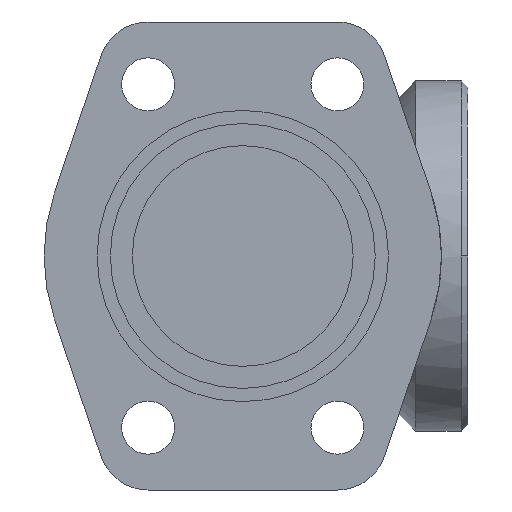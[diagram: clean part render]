
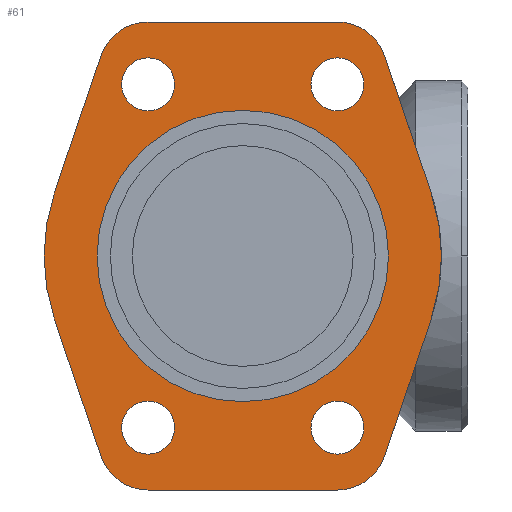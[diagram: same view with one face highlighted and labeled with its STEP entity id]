
A CAD part, front view. The second image highlights one B-rep face of the part: STEP entity #61.
In plain terms, the highlighted planar face has unit normal (0, -1, 0).
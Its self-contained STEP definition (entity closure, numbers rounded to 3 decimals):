
#61=ADVANCED_FACE('',(#123,#124,#125,#126,#127,#128),#129,.F.);
#123=FACE_BOUND('',#225,.T.);
#124=FACE_OUTER_BOUND('',#226,.T.);
#125=FACE_BOUND('',#227,.T.);
#126=FACE_BOUND('',#228,.T.);
#127=FACE_BOUND('',#229,.T.);
#128=FACE_BOUND('',#230,.T.);
#129=PLANE('',#231);
#225=EDGE_LOOP('',(#406,#407));
#226=EDGE_LOOP('',(#408,#409,#410,#411,#412,#413,#414,#415,#416,#417,#418,#419));
#227=EDGE_LOOP('',(#420,#421));
#228=EDGE_LOOP('',(#422,#423));
#229=EDGE_LOOP('',(#424,#425));
#230=EDGE_LOOP('',(#426,#427));
#231=AXIS2_PLACEMENT_3D('',#428,#429,#430);
#406=ORIENTED_EDGE('',*,*,#713,.T.);
#407=ORIENTED_EDGE('',*,*,#706,.T.);
#408=ORIENTED_EDGE('',*,*,#715,.F.);
#409=ORIENTED_EDGE('',*,*,#716,.F.);
#410=ORIENTED_EDGE('',*,*,#717,.T.);
#411=ORIENTED_EDGE('',*,*,#718,.F.);
#412=ORIENTED_EDGE('',*,*,#719,.T.);
#413=ORIENTED_EDGE('',*,*,#720,.F.);
#414=ORIENTED_EDGE('',*,*,#721,.F.);
#415=ORIENTED_EDGE('',*,*,#722,.F.);
#416=ORIENTED_EDGE('',*,*,#723,.T.);
#417=ORIENTED_EDGE('',*,*,#724,.F.);
#418=ORIENTED_EDGE('',*,*,#725,.T.);
#419=ORIENTED_EDGE('',*,*,#726,.F.);
#420=ORIENTED_EDGE('',*,*,#727,.T.);
#421=ORIENTED_EDGE('',*,*,#690,.T.);
#422=ORIENTED_EDGE('',*,*,#728,.T.);
#423=ORIENTED_EDGE('',*,*,#694,.T.);
#424=ORIENTED_EDGE('',*,*,#729,.T.);
#425=ORIENTED_EDGE('',*,*,#698,.T.);
#426=ORIENTED_EDGE('',*,*,#730,.T.);
#427=ORIENTED_EDGE('',*,*,#702,.T.);
#428=CARTESIAN_POINT('',(0.,0.,0.));
#429=DIRECTION('',(0.,1.0,0.));
#430=DIRECTION('',(0.,0.0,-1.0));
#690=EDGE_CURVE('',#826,#830,#832,.T.);
#694=EDGE_CURVE('',#834,#838,#840,.T.);
#698=EDGE_CURVE('',#842,#846,#848,.T.);
#702=EDGE_CURVE('',#850,#854,#856,.T.);
#706=EDGE_CURVE('',#858,#862,#864,.T.);
#713=EDGE_CURVE('',#862,#858,#875,.T.);
#715=EDGE_CURVE('',#877,#878,#879,.T.);
#716=EDGE_CURVE('',#880,#877,#881,.T.);
#717=EDGE_CURVE('',#880,#882,#883,.T.);
#718=EDGE_CURVE('',#884,#882,#885,.T.);
#719=EDGE_CURVE('',#884,#886,#887,.T.);
#720=EDGE_CURVE('',#888,#886,#889,.T.);
#721=EDGE_CURVE('',#890,#888,#891,.T.);
#722=EDGE_CURVE('',#892,#890,#893,.T.);
#723=EDGE_CURVE('',#892,#894,#895,.T.);
#724=EDGE_CURVE('',#896,#894,#897,.T.);
#725=EDGE_CURVE('',#896,#898,#899,.T.);
#726=EDGE_CURVE('',#878,#898,#900,.T.);
#727=EDGE_CURVE('',#830,#826,#901,.T.);
#728=EDGE_CURVE('',#838,#834,#902,.T.);
#729=EDGE_CURVE('',#846,#842,#903,.T.);
#730=EDGE_CURVE('',#854,#850,#904,.T.);
#826=VERTEX_POINT('',#1037);
#830=VERTEX_POINT('',#1042);
#832=CIRCLE('',#1045,6.0);
#834=VERTEX_POINT('',#1047);
#838=VERTEX_POINT('',#1052);
#840=CIRCLE('',#1055,6.0);
#842=VERTEX_POINT('',#1057);
#846=VERTEX_POINT('',#1062);
#848=CIRCLE('',#1065,6.0);
#850=VERTEX_POINT('',#1067);
#854=VERTEX_POINT('',#1072);
#856=CIRCLE('',#1075,6.0);
#858=VERTEX_POINT('',#1077);
#862=VERTEX_POINT('',#1082);
#864=CIRCLE('',#1085,33.0);
#875=CIRCLE('',#1098,33.0);
#877=VERTEX_POINT('',#1100);
#878=VERTEX_POINT('',#1101);
#879=LINE('',#1102,#1103);
#880=VERTEX_POINT('',#1104);
#881=CIRCLE('',#1105,45.0);
#882=VERTEX_POINT('',#1106);
#883=LINE('',#1107,#1108);
#884=VERTEX_POINT('',#1109);
#885=CIRCLE('',#1110,11.25);
#886=VERTEX_POINT('',#1111);
#887=LINE('',#1112,#1113);
#888=VERTEX_POINT('',#1114);
#889=CIRCLE('',#1115,11.25);
#890=VERTEX_POINT('',#1116);
#891=LINE('',#1117,#1118);
#892=VERTEX_POINT('',#1119);
#893=CIRCLE('',#1120,45.0);
#894=VERTEX_POINT('',#1121);
#895=LINE('',#1122,#1123);
#896=VERTEX_POINT('',#1124);
#897=CIRCLE('',#1125,11.25);
#898=VERTEX_POINT('',#1126);
#899=LINE('',#1127,#1128);
#900=CIRCLE('',#1129,11.25);
#901=CIRCLE('',#1130,6.0);
#902=CIRCLE('',#1131,6.0);
#903=CIRCLE('',#1132,6.0);
#904=CIRCLE('',#1133,6.0);
#1037=CARTESIAN_POINT('',(-15.44,0.,-38.885));
#1042=CARTESIAN_POINT('',(-27.44,0.,-38.885));
#1045=AXIS2_PLACEMENT_3D('',#1426,#1427,#1428);
#1047=CARTESIAN_POINT('',(27.44,0.,-38.885));
#1052=CARTESIAN_POINT('',(15.44,0.,-38.885));
#1055=AXIS2_PLACEMENT_3D('',#1434,#1435,#1436);
#1057=CARTESIAN_POINT('',(-15.44,0.,38.885));
#1062=CARTESIAN_POINT('',(-27.44,0.,38.885));
#1065=AXIS2_PLACEMENT_3D('',#1442,#1443,#1444);
#1067=CARTESIAN_POINT('',(27.44,0.,38.885));
#1072=CARTESIAN_POINT('',(15.44,0.,38.885));
#1075=AXIS2_PLACEMENT_3D('',#1450,#1451,#1452);
#1077=CARTESIAN_POINT('',(-33.0,0.,0.));
#1082=CARTESIAN_POINT('',(33.0,0.,0.));
#1085=AXIS2_PLACEMENT_3D('',#1458,#1459,#1460);
#1098=AXIS2_PLACEMENT_3D('',#1475,#1476,#1477);
#1100=CARTESIAN_POINT('',(-42.6,0.,14.501));
#1101=CARTESIAN_POINT('',(-32.09,0.,45.375));
#1102=CARTESIAN_POINT('',(-42.6,0.,14.501));
#1103=VECTOR('',#1481,1.0);
#1104=CARTESIAN_POINT('',(-42.6,0.,-14.501));
#1105=AXIS2_PLACEMENT_3D('',#1482,#1483,#1484);
#1106=CARTESIAN_POINT('',(-32.09,0.,-45.375));
#1107=CARTESIAN_POINT('',(-42.6,0.,-14.501));
#1108=VECTOR('',#1485,1.0);
#1109=CARTESIAN_POINT('',(-21.44,0.,-53.0));
#1110=AXIS2_PLACEMENT_3D('',#1486,#1487,#1488);
#1111=CARTESIAN_POINT('',(21.44,0.,-53.0));
#1112=CARTESIAN_POINT('',(-21.44,0.,-53.0));
#1113=VECTOR('',#1489,1.0);
#1114=CARTESIAN_POINT('',(32.09,0.,-45.375));
#1115=AXIS2_PLACEMENT_3D('',#1490,#1491,#1492);
#1116=CARTESIAN_POINT('',(42.6,0.,-14.501));
#1117=CARTESIAN_POINT('',(42.6,0.,-14.501));
#1118=VECTOR('',#1493,1.0);
#1119=CARTESIAN_POINT('',(42.6,0.,14.501));
#1120=AXIS2_PLACEMENT_3D('',#1494,#1495,#1496);
#1121=CARTESIAN_POINT('',(32.09,0.,45.375));
#1122=CARTESIAN_POINT('',(42.6,0.,14.501));
#1123=VECTOR('',#1497,1.0);
#1124=CARTESIAN_POINT('',(21.44,0.,53.0));
#1125=AXIS2_PLACEMENT_3D('',#1498,#1499,#1500);
#1126=CARTESIAN_POINT('',(-21.44,0.,53.0));
#1127=CARTESIAN_POINT('',(21.44,0.,53.0));
#1128=VECTOR('',#1501,1.0);
#1129=AXIS2_PLACEMENT_3D('',#1502,#1503,#1504);
#1130=AXIS2_PLACEMENT_3D('',#1505,#1506,#1507);
#1131=AXIS2_PLACEMENT_3D('',#1508,#1509,#1510);
#1132=AXIS2_PLACEMENT_3D('',#1511,#1512,#1513);
#1133=AXIS2_PLACEMENT_3D('',#1514,#1515,#1516);
#1426=CARTESIAN_POINT('',(-21.44,0.0,-38.885));
#1427=DIRECTION('',(0.,1.0,0.));
#1428=DIRECTION('',(1.0,0.,0.));
#1434=CARTESIAN_POINT('',(21.44,0.0,-38.885));
#1435=DIRECTION('',(0.,1.0,0.));
#1436=DIRECTION('',(1.0,0.,0.));
#1442=CARTESIAN_POINT('',(-21.44,0.0,38.885));
#1443=DIRECTION('',(0.,1.0,0.));
#1444=DIRECTION('',(1.0,0.,0.));
#1450=CARTESIAN_POINT('',(21.44,0.0,38.885));
#1451=DIRECTION('',(0.,1.0,0.));
#1452=DIRECTION('',(1.0,0.,0.));
#1458=CARTESIAN_POINT('',(0.0,0.0,0.0));
#1459=DIRECTION('',(0.,1.0,0.));
#1460=DIRECTION('',(-1.0,0.,0.));
#1475=CARTESIAN_POINT('',(0.0,0.0,0.0));
#1476=DIRECTION('',(0.,1.0,0.));
#1477=DIRECTION('',(-1.0,0.,0.));
#1481=DIRECTION('',(0.322,0.,0.947));
#1482=CARTESIAN_POINT('',(0.0,0.0,0.0));
#1483=DIRECTION('',(0.,1.0,0.));
#1484=DIRECTION('',(0.,0.0,-1.0));
#1485=DIRECTION('',(0.322,0.,-0.947));
#1486=CARTESIAN_POINT('',(-21.44,0.,-41.75));
#1487=DIRECTION('',(0.,1.0,0.));
#1488=DIRECTION('',(0.,0.0,-1.0));
#1489=DIRECTION('',(1.0,0.,0.));
#1490=CARTESIAN_POINT('',(21.44,0.,-41.75));
#1491=DIRECTION('',(0.,1.0,0.));
#1492=DIRECTION('',(0.,0.0,-1.0));
#1493=DIRECTION('',(-0.322,0.,-0.947));
#1494=CARTESIAN_POINT('',(0.0,0.0,0.0));
#1495=DIRECTION('',(0.,1.0,0.));
#1496=DIRECTION('',(0.,0.0,-1.0));
#1497=DIRECTION('',(-0.322,0.,0.947));
#1498=CARTESIAN_POINT('',(21.44,0.,41.75));
#1499=DIRECTION('',(0.,1.0,0.));
#1500=DIRECTION('',(0.,0.0,-1.0));
#1501=DIRECTION('',(-1.0,0.,0.));
#1502=CARTESIAN_POINT('',(-21.44,0.,41.75));
#1503=DIRECTION('',(0.,1.0,0.));
#1504=DIRECTION('',(0.,0.0,-1.0));
#1505=CARTESIAN_POINT('',(-21.44,0.0,-38.885));
#1506=DIRECTION('',(0.,1.0,0.));
#1507=DIRECTION('',(1.0,0.,0.));
#1508=CARTESIAN_POINT('',(21.44,0.0,-38.885));
#1509=DIRECTION('',(0.,1.0,0.));
#1510=DIRECTION('',(1.0,0.,0.));
#1511=CARTESIAN_POINT('',(-21.44,0.0,38.885));
#1512=DIRECTION('',(0.,1.0,0.));
#1513=DIRECTION('',(1.0,0.,0.));
#1514=CARTESIAN_POINT('',(21.44,0.0,38.885));
#1515=DIRECTION('',(0.,1.0,0.));
#1516=DIRECTION('',(1.0,0.,0.));
